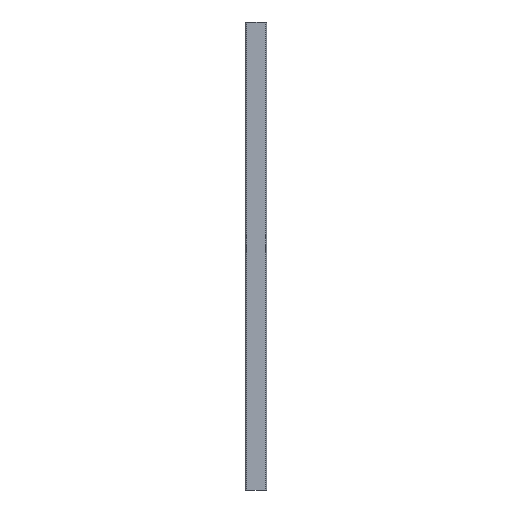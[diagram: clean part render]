
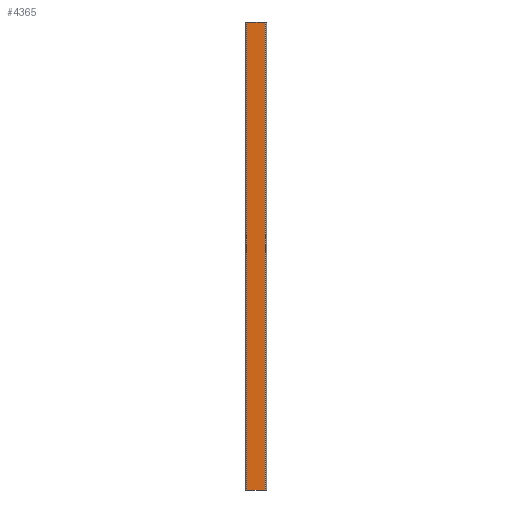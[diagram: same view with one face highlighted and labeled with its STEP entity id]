
A CAD part, left-side view. The second image highlights one B-rep face of the part: STEP entity #4365.
In plain terms, the highlighted face is planar.
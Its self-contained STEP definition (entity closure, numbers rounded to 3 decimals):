
#2161=ORIENTED_EDGE('',*,*,#3076,.T.);
#2162=ORIENTED_EDGE('',*,*,#3077,.F.);
#2163=ORIENTED_EDGE('',*,*,#3073,.F.);
#2164=ORIENTED_EDGE('',*,*,#3078,.T.);
#2559=VECTOR('',#3471,1.);
#2560=VECTOR('',#3478,1.);
#2561=VECTOR('',#3479,1.);
#2562=VECTOR('',#3480,1.);
#2747=LINE('',#3855,#2559);
#2748=LINE('',#3861,#2560);
#2749=LINE('',#3862,#2561);
#2750=LINE('',#3863,#2562);
#2925=VERTEX_POINT('',#3853);
#2926=VERTEX_POINT('',#3854);
#2927=VERTEX_POINT('',#3859);
#2928=VERTEX_POINT('',#3860);
#3073=EDGE_CURVE('',#2925,#2926,#2747,.T.);
#3076=EDGE_CURVE('',#2927,#2928,#2748,.T.);
#3077=EDGE_CURVE('',#2926,#2928,#2749,.T.);
#3078=EDGE_CURVE('',#2925,#2927,#2750,.T.);
#3257=EDGE_LOOP('',(#2161,#2162,#2163,#2164));
#3341=FACE_BOUND('',#3257,.T.);
#3471=DIRECTION('',(-1000.,0.,0.));
#3476=DIRECTION('',(0.,0.,-1.));
#3477=DIRECTION('',(0.,1.,0.));
#3478=DIRECTION('',(-1000.,0.,0.));
#3479=DIRECTION('',(0.,-39.,0.));
#3480=DIRECTION('',(0.,-39.,0.));
#3853=CARTESIAN_POINT('',(1000.,19.5,-22.5));
#3854=CARTESIAN_POINT('',(0.,19.5,-22.5));
#3855=CARTESIAN_POINT('',(1000.,19.5,-22.5));
#3858=CARTESIAN_POINT('',(1000.,-19.5,-22.5));
#3859=CARTESIAN_POINT('',(1000.,-19.5,-22.5));
#3860=CARTESIAN_POINT('',(0.,-19.5,-22.5));
#3861=CARTESIAN_POINT('',(1000.,-19.5,-22.5));
#3862=CARTESIAN_POINT('',(0.,19.5,-22.5));
#3863=CARTESIAN_POINT('',(1000.,19.5,-22.5));
#4214=AXIS2_PLACEMENT_3D('',#3858,#3476,#3477);
#4302=PLANE('',#4214);
#4365=ADVANCED_FACE('',(#3341),#4302,.T.);
